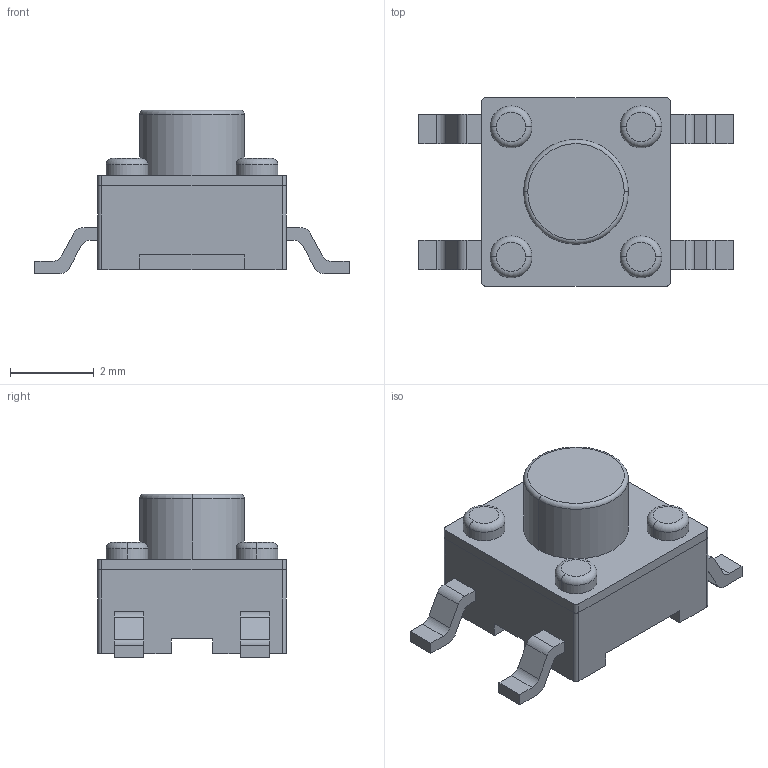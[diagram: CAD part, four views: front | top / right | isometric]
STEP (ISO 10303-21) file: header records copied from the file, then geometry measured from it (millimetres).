
FILE_DESCRIPTION(('CAx-IF Rec.Pracs.---Model Styling and Organization---1.5---2016-08-15','CAx-IF Rec.Pracs.---Geometric and Assembly Validation Properties---4.4---2016-08-17','CAx-IF Rec.Pracs.---User Defined Attributes---1.5---2016-08-15','CAx-IF Rec.Pracs.---External References---2.1---2005-01-19'),'2;1');
FILE_NAME('792788.step','2023-02-10T03:37:28',('Unspecified'),('Unspecified'),'CAD Exchanger 3.8.1 (cadexchanger.com)','Unspecified','');
FILE_SCHEMA(('AUTOMOTIVE_DESIGN { 1 0 10303 214 1 1 1 1 }'));
Length unit declared in the file: millimetre
Products named in the file (2): TL3305AF260QG
Bounding box: 7.5 x 4.5 x 3.9 mm (x, y, z)
Volume: 52.2 mm3; surface area: 172.9 mm2
Topology: 7 solids, 7 shells, 114 faces, 278 edges, 182 vertices
Faces by surface type: plane 70, cylinder 34, torus 10
Entity records: 4104 total; most frequent: DIRECTION 596, CARTESIAN_POINT 575, ORIENTED_EDGE 556, EDGE_CURVE 278, AXIS2_PLACEMENT_3D 203, LINE 190, VECTOR 190, VERTEX_POINT 182
